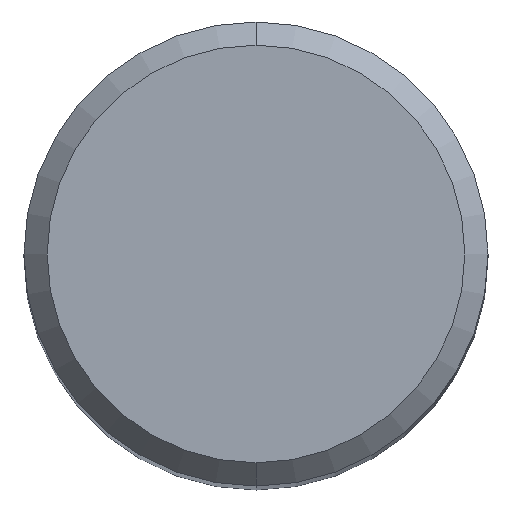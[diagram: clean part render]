
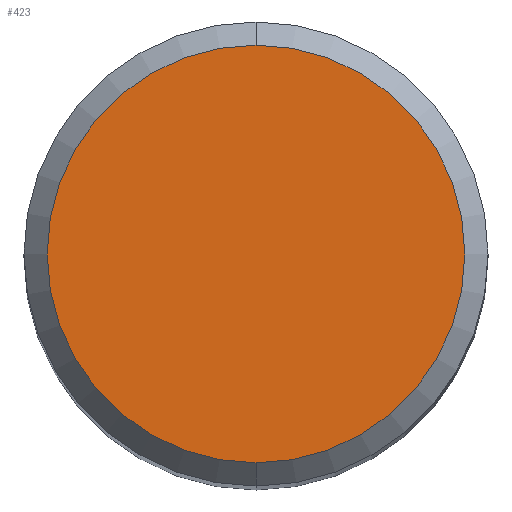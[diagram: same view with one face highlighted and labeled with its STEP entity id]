
A CAD part, top view. The second image highlights one B-rep face of the part: STEP entity #423.
In plain terms, the highlighted planar face has unit normal (0, 0, 1).
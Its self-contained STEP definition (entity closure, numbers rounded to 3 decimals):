
#209=EDGE_CURVE('',#299,#335,#519,.T.);
#299=VERTEX_POINT('',#619);
#335=VERTEX_POINT('',#661);
#401=EDGE_CURVE('',#335,#299,#733,.T.);
#423=ADVANCED_FACE('',(#757),#758,.T.);
#519=CIRCLE('',#912,4.5);
#619=CARTESIAN_POINT('',(0.,-4.5,0.));
#661=CARTESIAN_POINT('',(0.0,4.5,0.));
#733=CIRCLE('',#1359,4.5);
#757=FACE_OUTER_BOUND('',#1415,.T.);
#758=PLANE('',#1416);
#912=AXIS2_PLACEMENT_3D('',#1513,#1514,#1515);
#1359=AXIS2_PLACEMENT_3D('',#1769,#1770,#1771);
#1415=EDGE_LOOP('',(#1792,#1793));
#1416=AXIS2_PLACEMENT_3D('',#1794,#1795,#1796);
#1513=CARTESIAN_POINT('',(0.0,0.0,0.));
#1514=DIRECTION('',(0.0,0.0,-1.0));
#1515=DIRECTION('',(0.0,1.0,0.0));
#1769=CARTESIAN_POINT('',(0.0,0.0,0.));
#1770=DIRECTION('',(0.0,0.0,-1.0));
#1771=DIRECTION('',(0.0,1.0,0.0));
#1792=ORIENTED_EDGE('',*,*,#401,.F.);
#1793=ORIENTED_EDGE('',*,*,#209,.F.);
#1794=CARTESIAN_POINT('',(0.0,2.25,0.));
#1795=DIRECTION('',(-0.0,0.0,1.0));
#1796=DIRECTION('',(0.0,-1.0,0.0));
